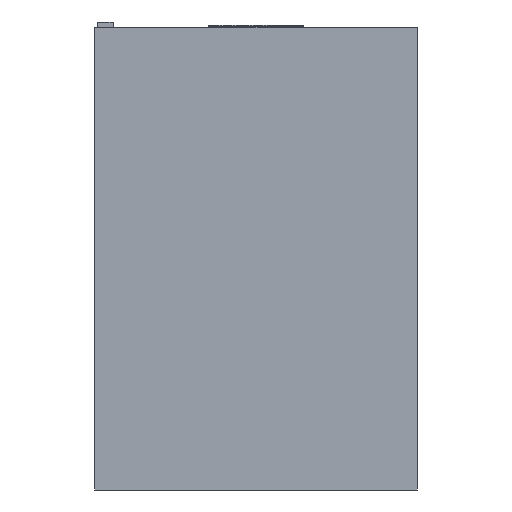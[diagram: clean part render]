
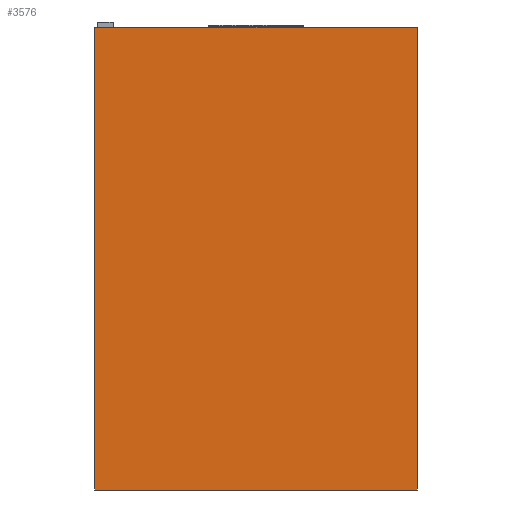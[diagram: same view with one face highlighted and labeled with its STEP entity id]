
A CAD part, front view. The second image highlights one B-rep face of the part: STEP entity #3576.
In plain terms, the highlighted planar face has unit normal (0, -1, 0).
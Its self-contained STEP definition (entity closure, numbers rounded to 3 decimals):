
#182 = ORIENTED_EDGE ( 'NONE', *, *, #5363, .F. ) ;
#415 = VERTEX_POINT ( 'NONE', #11729 ) ;
#1721 = CARTESIAN_POINT ( 'NONE',  ( -300., -1000., 0. ) ) ;
#2051 = ORIENTED_EDGE ( 'NONE', *, *, #9631, .T. ) ;
#2496 = EDGE_LOOP ( 'NONE', ( #2051, #182, #4515, #9493 ) ) ;
#3576 = ADVANCED_FACE ( 'NONE', ( #13485 ), #13583, .F. ) ;
#4011 = DIRECTION ( 'NONE',  ( 0., 0., 1. ) ) ;
#4298 = VERTEX_POINT ( 'NONE', #7980 ) ;
#4515 = ORIENTED_EDGE ( 'NONE', *, *, #4832, .F. ) ;
#4832 = EDGE_CURVE ( 'NONE', #17198, #15699, #19678, .T. ) ;
#5006 = LINE ( 'NONE', #1721, #8238 ) ;
#5363 = EDGE_CURVE ( 'NONE', #15699, #415, #6241, .T. ) ;
#5448 = VECTOR ( 'NONE', #13771, 1000. ) ;
#5549 = DIRECTION ( 'NONE',  ( 0., 1., 0. ) ) ;
#5654 = CARTESIAN_POINT ( 'NONE',  ( -300., -1000., 860. ) ) ;
#6241 = LINE ( 'NONE', #18819, #5448 ) ;
#6243 = CARTESIAN_POINT ( 'NONE',  ( -300., -1000., 860. ) ) ;
#6807 = VECTOR ( 'NONE', #11933, 1000. ) ;
#7276 = VECTOR ( 'NONE', #12328, 1000. ) ;
#7980 = CARTESIAN_POINT ( 'NONE',  ( -300., -1000., 0. ) ) ;
#7988 = DIRECTION ( 'NONE',  ( 1., 0., 0. ) ) ;
#8238 = VECTOR ( 'NONE', #7988, 1000. ) ;
#8936 = CARTESIAN_POINT ( 'NONE',  ( -300., -1000., 860. ) ) ;
#9493 = ORIENTED_EDGE ( 'NONE', *, *, #12735, .T. ) ;
#9631 = EDGE_CURVE ( 'NONE', #4298, #415, #5006, .T. ) ;
#11729 = CARTESIAN_POINT ( 'NONE',  ( 300., -1000., 0. ) ) ;
#11933 = DIRECTION ( 'NONE',  ( 1., 0., 0. ) ) ;
#12328 = DIRECTION ( 'NONE',  ( 0., 0., -1. ) ) ;
#12735 = EDGE_CURVE ( 'NONE', #17198, #4298, #17367, .T. ) ;
#13485 = FACE_OUTER_BOUND ( 'NONE', #2496, .T. ) ;
#13583 = PLANE ( 'NONE',  #15324 ) ;
#13771 = DIRECTION ( 'NONE',  ( 0., 0., -1. ) ) ;
#15324 = AXIS2_PLACEMENT_3D ( 'NONE', #8936, #5549, #4011 ) ;
#15699 = VERTEX_POINT ( 'NONE', #18830 ) ;
#17198 = VERTEX_POINT ( 'NONE', #17658 ) ;
#17367 = LINE ( 'NONE', #6243, #7276 ) ;
#17658 = CARTESIAN_POINT ( 'NONE',  ( -300., -1000., 860. ) ) ;
#18819 = CARTESIAN_POINT ( 'NONE',  ( 300., -1000., 860. ) ) ;
#18830 = CARTESIAN_POINT ( 'NONE',  ( 300., -1000., 860. ) ) ;
#19678 = LINE ( 'NONE', #5654, #6807 ) ;
